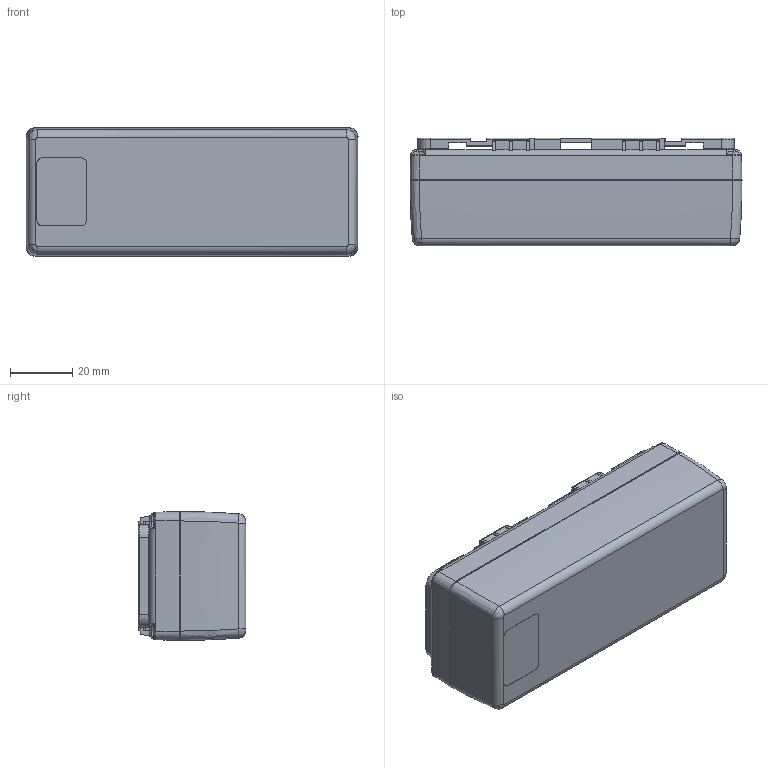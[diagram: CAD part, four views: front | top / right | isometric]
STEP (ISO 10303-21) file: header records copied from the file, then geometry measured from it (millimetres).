
FILE_DESCRIPTION (( 'STEP AP214' ), '1' );
FILE_NAME ('DRB-0007.step', '2015-02-11T17:07:47', ( 'Alexandre' ), ( '' ), 'SwSTEP 2.0', 'SolidWorks 2015', '' );
FILE_SCHEMA (( 'AUTOMOTIVE_DESIGN' ));
Length unit declared in the file: millimetre
Products named in the file (1): DRB-0007
Bounding box: 107 x 34.7 x 41.5 mm (x, y, z)
Surface area: 44584 mm2 (no closed solid volume)
Topology: 0 solids, 4 shells, 763 faces, 2134 edges, 1378 vertices
Faces by surface type: plane 399, cylinder 248, bspline 40, torus 38, cone 38
Entity records: 35025 total; most frequent: CARTESIAN_POINT 6815, ORIENTED_EDGE 4266, DIRECTION 3964, EDGE_CURVE 2134, VERTEX_POINT 1378, LINE 1322, VECTOR 1322, AXIS2_PLACEMENT_3D 1321
